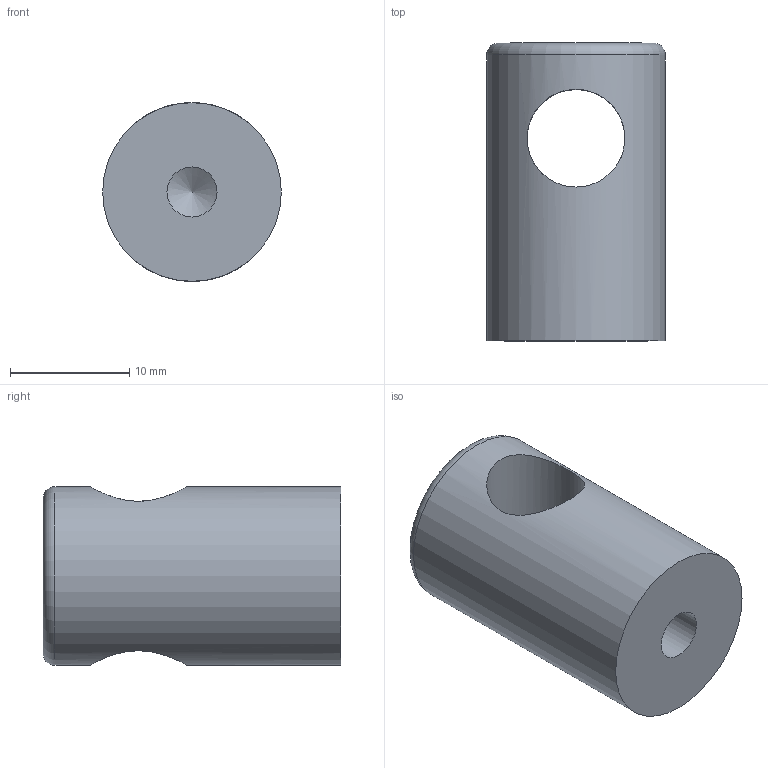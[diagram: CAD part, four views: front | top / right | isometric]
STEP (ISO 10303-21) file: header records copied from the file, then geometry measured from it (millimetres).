
FILE_DESCRIPTION (( 'STEP AP214' ), '1' );
FILE_NAME ('stift.STEP', '2022-11-10T14:30:50', ( '' ), ( '' ), 'SwSTEP 2.0', 'SolidWorks 2020', '' );
FILE_SCHEMA (( 'AUTOMOTIVE_DESIGN' ));
Length unit declared in the file: millimetre
Products named in the file (1): stift
Bounding box: 15 x 25 x 15 mm (x, y, z)
Volume: 3488.4 mm3; surface area: 1903.9 mm2
Topology: 1 solids, 1 shells, 7 faces, 17 edges, 11 vertices
Faces by surface type: cylinder 3, plane 2, torus 1, cone 1
Full cylindrical faces by diameter (mm): 4.2 x1, 8.2 x1, 15 x1
Entity records: 325 total; most frequent: CARTESIAN_POINT 160, DIRECTION 26, EDGE_LOOP 14, ORIENTED_EDGE 14, AXIS2_PLACEMENT_3D 13, FACE_OUTER_BOUND 11, ADVANCED_FACE 7, EDGE_CURVE 7
